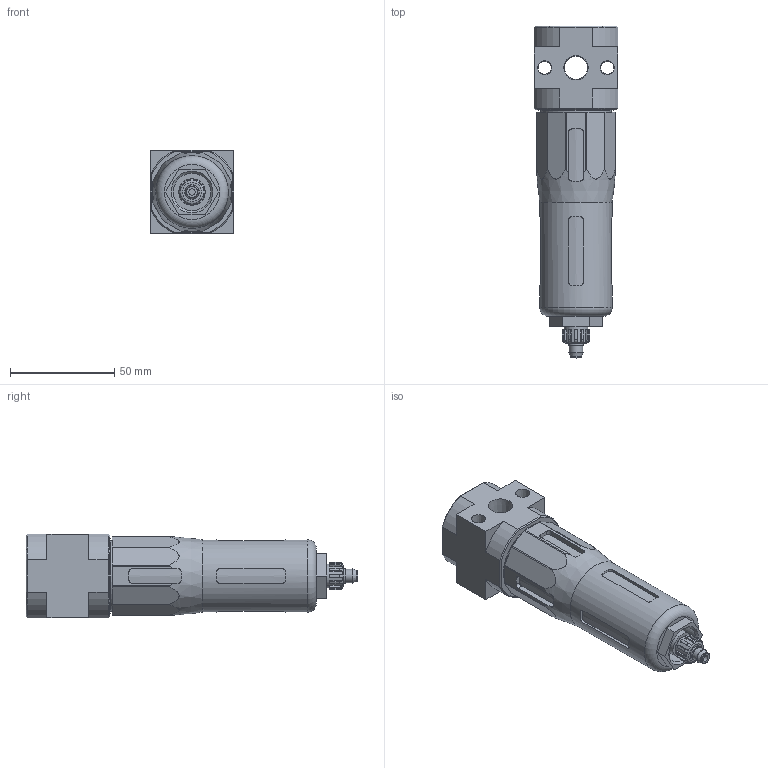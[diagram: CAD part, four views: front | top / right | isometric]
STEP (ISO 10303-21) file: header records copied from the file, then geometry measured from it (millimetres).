
FILE_DESCRIPTION(/* description */ ('STEP AP214'),/* implementation_level */ '2;1');
FILE_NAME(/* name */ '546451_LF-D-5M-MINI-U',/* time_stamp */ '2024-08-29T22:18:21+02:00',/* author */ ('License CC BY-ND 4.0'),/* organization */ ('CADENAS'),/* preprocessor_version */ 'ST-DEVELOPER v19.3',/* originating_system */ 'PARTsolutions',/* authorisation */ ' ');
FILE_SCHEMA (('AUTOMOTIVE_DESIGN {1 0 10303 214 3 1 1}'));
Length unit declared in the file: millimetre
Products named in the file (3): 546451 LF-D-5M-MINI-U; 127300 LF-D-5M-MINI; 648415 LF
Assembly tree (2 placements, depth 2):
  546451 LF-D-5M-MINI-U
    127300 LF-D-5M-MINI
    648415 LF
Bounding box: 40 x 159 x 40 mm (x, y, z)
Volume: 151627.3 mm3; surface area: 26394 mm2
Topology: 2 solids, 2 shells, 233 faces, 614 edges, 401 vertices
Faces by surface type: plane 123, cylinder 77, cone 27, torus 6
Full cylindrical faces by diameter (mm): 3 x1, 5.6 x1, 6.4 x1, 6.8 x1, 7.1 x1, 9 x1, 11.2 x1, 12.6 x1, 15.9 x1, 18 x1, 34.7 x1, 36 x1, 37 x1
Entity records: 8454 total; most frequent: CARTESIAN_POINT 1732, ORIENTED_EDGE 1150, DIRECTION 1088, EDGE_CURVE 575, AXIS2_PLACEMENT_3D 413, VERTEX_POINT 393, EDGE_LOOP 288, FACE_BOUND 288
